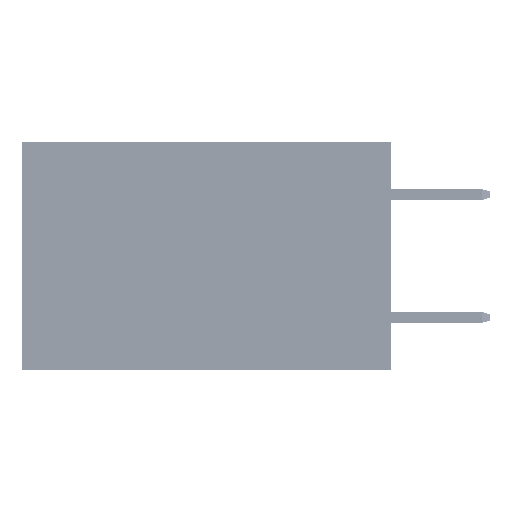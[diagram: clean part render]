
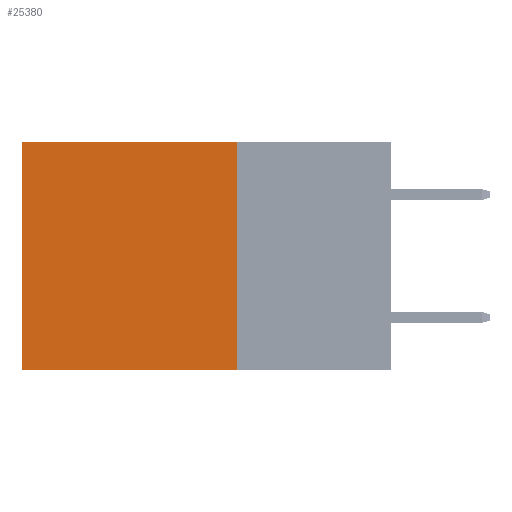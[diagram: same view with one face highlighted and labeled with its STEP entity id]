
A CAD part, left-side view. The second image highlights one B-rep face of the part: STEP entity #25380.
In plain terms, the highlighted planar face has unit normal (-1, 0, 0).
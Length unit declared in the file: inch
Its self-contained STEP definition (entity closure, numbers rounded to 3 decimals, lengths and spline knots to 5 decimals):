
#649 = FACE_OUTER_BOUND ( 'NONE', #4090, .T. ) ;
#4090 = EDGE_LOOP ( 'NONE', ( #11091, #5618, #29946, #18974 ) ) ;
#5618 = ORIENTED_EDGE ( 'NONE', *, *, #41011, .F. ) ;
#5625 = CARTESIAN_POINT ( 'NONE',  ( 0.2875, 0.25, -0.37 ) ) ;
#8278 = CARTESIAN_POINT ( 'NONE',  ( 0.2875, 0.25, 0. ) ) ;
#9459 = CARTESIAN_POINT ( 'NONE',  ( 0.2875, 0.25, 0. ) ) ;
#9563 = CARTESIAN_POINT ( 'NONE',  ( 0.2875, 0.6, 0. ) ) ;
#9578 = DIRECTION ( 'NONE',  ( 0., 0., -1. ) ) ;
#10492 = EDGE_CURVE ( 'NONE', #42230, #11111, #16063, .T. ) ;
#11091 = ORIENTED_EDGE ( 'NONE', *, *, #33051, .T. ) ;
#11111 = VERTEX_POINT ( 'NONE', #9563 ) ;
#11133 = LINE ( 'NONE', #12688, #22330 ) ;
#11384 = VECTOR ( 'NONE', #13255, 39.37008 ) ;
#12527 = DIRECTION ( 'NONE',  ( 0., 0., -1. ) ) ;
#12688 = CARTESIAN_POINT ( 'NONE',  ( 0.2875, 0.6, 0. ) ) ;
#13255 = DIRECTION ( 'NONE',  ( 0., 1., 0. ) ) ;
#14223 = DIRECTION ( 'NONE',  ( 0., 0., -1. ) ) ;
#15302 = CARTESIAN_POINT ( 'NONE',  ( 0.2875, 0.6, -0.37 ) ) ;
#16063 = LINE ( 'NONE', #9459, #11384 ) ;
#18974 = ORIENTED_EDGE ( 'NONE', *, *, #10492, .T. ) ;
#22330 = VECTOR ( 'NONE', #12527, 39.37008 ) ;
#23087 = DIRECTION ( 'NONE',  ( 0., 1., 0. ) ) ;
#24517 = VECTOR ( 'NONE', #23087, 39.37008 ) ;
#25283 = CARTESIAN_POINT ( 'NONE',  ( 0.2875, 0.25, 0. ) ) ;
#25380 = ADVANCED_FACE ( 'NONE', ( #649 ), #43988, .F. ) ;
#26775 = CARTESIAN_POINT ( 'NONE',  ( 0.2875, 0.25, 0. ) ) ;
#29024 = DIRECTION ( 'NONE',  ( 1., 0., 0. ) ) ;
#29946 = ORIENTED_EDGE ( 'NONE', *, *, #45388, .F. ) ;
#33051 = EDGE_CURVE ( 'NONE', #11111, #36319, #11133, .T. ) ;
#33984 = LINE ( 'NONE', #8278, #41075 ) ;
#34462 = LINE ( 'NONE', #34570, #24517 ) ;
#34570 = CARTESIAN_POINT ( 'NONE',  ( 0.2875, 0.25, -0.37 ) ) ;
#36319 = VERTEX_POINT ( 'NONE', #15302 ) ;
#39123 = AXIS2_PLACEMENT_3D ( 'NONE', #25283, #29024, #14223 ) ;
#41011 = EDGE_CURVE ( 'NONE', #47571, #36319, #34462, .T. ) ;
#41075 = VECTOR ( 'NONE', #9578, 39.37008 ) ;
#42230 = VERTEX_POINT ( 'NONE', #26775 ) ;
#43988 = PLANE ( 'NONE',  #39123 ) ;
#45388 = EDGE_CURVE ( 'NONE', #42230, #47571, #33984, .T. ) ;
#47571 = VERTEX_POINT ( 'NONE', #5625 ) ;
